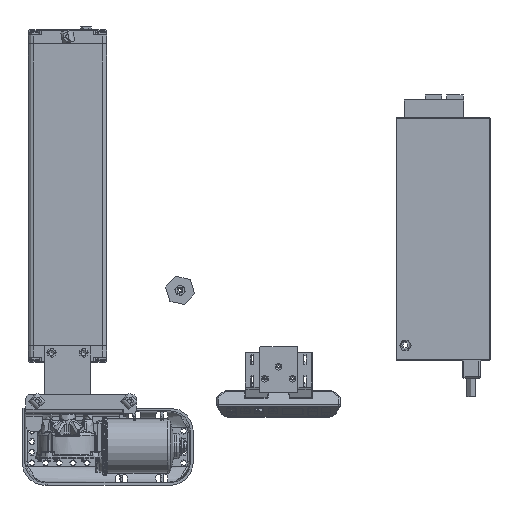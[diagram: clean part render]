
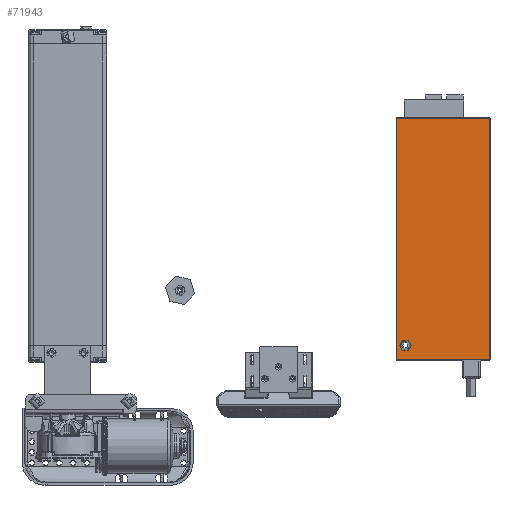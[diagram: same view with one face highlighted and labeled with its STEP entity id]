
A CAD part, top view. The second image highlights one B-rep face of the part: STEP entity #71943.
In plain terms, the highlighted planar face has unit normal (0, 0, 1).
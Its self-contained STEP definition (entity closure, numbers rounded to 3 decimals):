
#4660=FACE_BOUND('',#18285,.T.);
#8694=CIRCLE('',#79967,6.35);
#8695=CIRCLE('',#79968,6.35);
#13950=FACE_OUTER_BOUND('',#18284,.T.);
#18284=EDGE_LOOP('',(#63731,#63732,#63733,#63734));
#18285=EDGE_LOOP('',(#63735,#63736));
#22265=LINE('',#241495,#26273);
#22280=LINE('',#241524,#26288);
#22282=LINE('',#241527,#26290);
#22284=LINE('',#241530,#26292);
#26273=VECTOR('',#98705,10.);
#26288=VECTOR('',#98732,10.);
#26290=VECTOR('',#98736,10.);
#26292=VECTOR('',#98740,10.);
#32770=VERTEX_POINT('',#241199);
#32771=VERTEX_POINT('',#241201);
#32854=VERTEX_POINT('',#241469);
#32859=VERTEX_POINT('',#241485);
#32864=VERTEX_POINT('',#241504);
#32867=VERTEX_POINT('',#241514);
#43013=EDGE_CURVE('',#32771,#32770,#8694,.T.);
#43014=EDGE_CURVE('',#32770,#32771,#8695,.T.);
#43158=EDGE_CURVE('',#32854,#32859,#22265,.T.);
#43173=EDGE_CURVE('',#32859,#32867,#22280,.T.);
#43175=EDGE_CURVE('',#32867,#32864,#22282,.T.);
#43177=EDGE_CURVE('',#32864,#32854,#22284,.T.);
#63731=ORIENTED_EDGE('',*,*,#43158,.F.);
#63732=ORIENTED_EDGE('',*,*,#43177,.F.);
#63733=ORIENTED_EDGE('',*,*,#43175,.F.);
#63734=ORIENTED_EDGE('',*,*,#43173,.F.);
#63735=ORIENTED_EDGE('',*,*,#43013,.T.);
#63736=ORIENTED_EDGE('',*,*,#43014,.T.);
#65079=PLANE('',#80091);
#71943=ADVANCED_FACE('',(#13950,#4660),#65079,.T.);
#79967=AXIS2_PLACEMENT_3D('',#241202,#98394,#98395);
#79968=AXIS2_PLACEMENT_3D('',#241203,#98396,#98397);
#80091=AXIS2_PLACEMENT_3D('',#241557,#98766,#98767);
#98394=DIRECTION('center_axis',(0.,0.,-1.));
#98395=DIRECTION('ref_axis',(0.,1.,0.));
#98396=DIRECTION('center_axis',(0.,0.,-1.));
#98397=DIRECTION('ref_axis',(0.,1.,0.));
#98705=DIRECTION('',(0.,-1.,0.));
#98732=DIRECTION('',(-1.,0.,0.));
#98736=DIRECTION('',(0.,1.,0.));
#98740=DIRECTION('',(1.,0.,0.));
#98766=DIRECTION('center_axis',(0.,0.,1.));
#98767=DIRECTION('ref_axis',(1.,0.,0.));
#241199=CARTESIAN_POINT('',(115.5,-47.35,18.5));
#241201=CARTESIAN_POINT('',(115.5,-34.65,18.5));
#241202=CARTESIAN_POINT('Origin',(115.5,-41.,18.5));
#241203=CARTESIAN_POINT('Origin',(115.5,-41.,18.5));
#241469=CARTESIAN_POINT('',(131.25,50.75,18.5));
#241485=CARTESIAN_POINT('',(131.25,-50.75,18.5));
#241495=CARTESIAN_POINT('',(131.25,25.5,18.5));
#241504=CARTESIAN_POINT('',(-131.25,50.75,18.5));
#241514=CARTESIAN_POINT('',(-131.25,-50.75,18.5));
#241524=CARTESIAN_POINT('',(65.75,-50.75,18.5));
#241527=CARTESIAN_POINT('',(-131.25,-25.5,18.5));
#241530=CARTESIAN_POINT('',(-65.75,50.75,18.5));
#241557=CARTESIAN_POINT('Origin',(0.,0.,
18.5));
